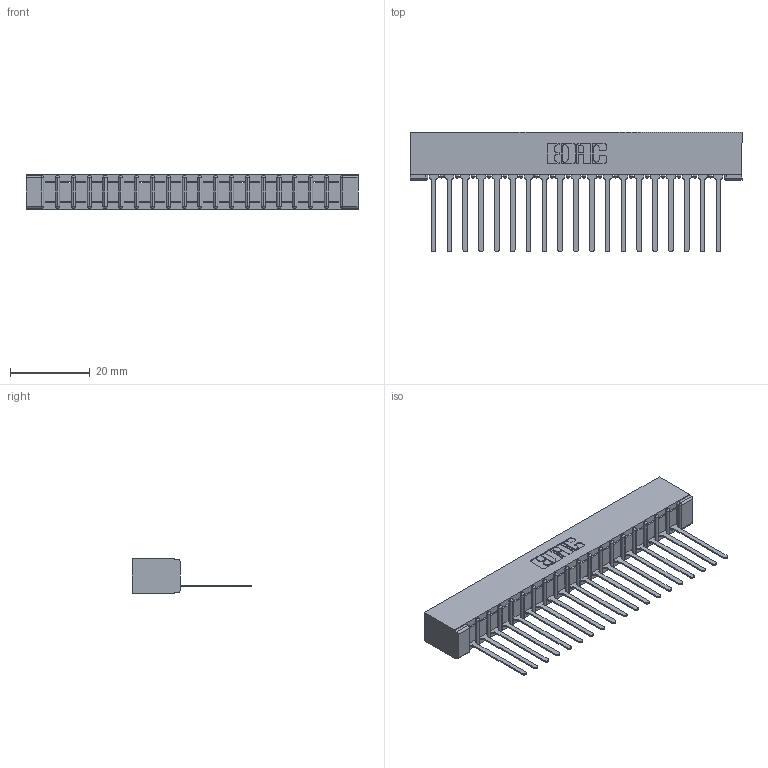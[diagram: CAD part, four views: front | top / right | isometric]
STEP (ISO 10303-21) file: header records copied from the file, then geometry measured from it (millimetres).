
FILE_DESCRIPTION (( 'STEP AP203' ), '1' );
FILE_NAME ('357-019-445-101.STEP', '2020-10-01T01:36:12', ( '' ), ( '' ), 'SwSTEP 2.0', 'SolidWorks 2020', '' );
FILE_SCHEMA (( 'CONFIG_CONTROL_DESIGN' ));
Length unit declared in the file: inch
Products named in the file (3): 307 Part_No Mounting Lugs; 307-290-001_545; 357-019-445-101
Assembly tree (20 placements, depth 2):
  357-019-445-101
    307 Part_No Mounting Lugs
    307-290-001_545  x19
Bounding box: 83.16 x 30 x 8.71 mm (x, y, z)
Volume: 5533.9 mm3; surface area: 9246.8 mm2
Topology: 20 solids, 20 shells, 1194 faces, 3377 edges, 2170 vertices
Faces by surface type: plane 769, cylinder 385, sphere 40
Entity records: 18814 total; most frequent: CARTESIAN_POINT 3160, ORIENTED_EDGE 3146, DIRECTION 3085, EDGE_CURVE 1573, VECTOR 1199, LINE 1199, VERTEX_POINT 1018, AXIS2_PLACEMENT_3D 943
